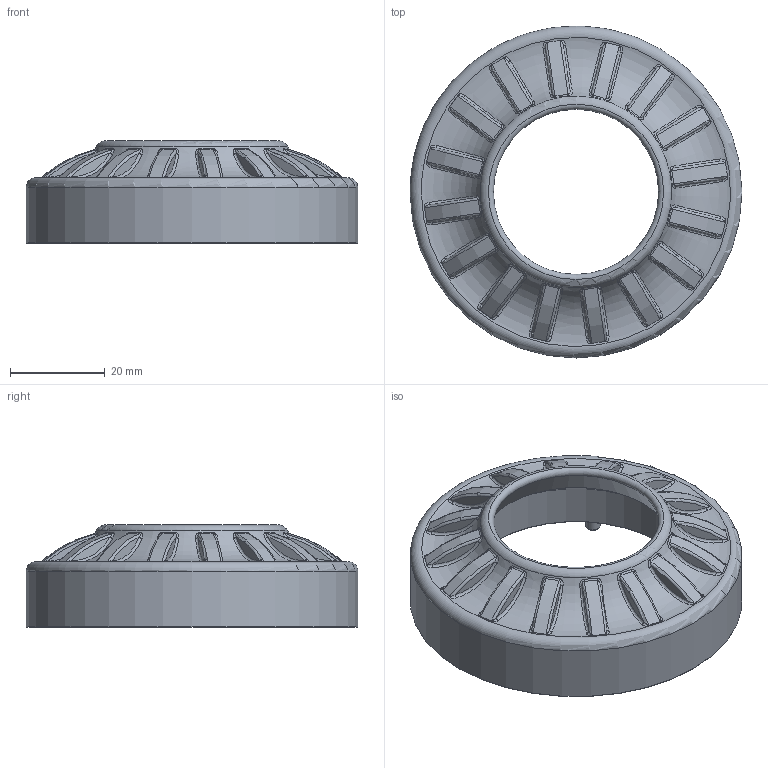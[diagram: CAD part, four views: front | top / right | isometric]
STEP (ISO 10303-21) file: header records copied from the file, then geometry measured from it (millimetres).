
FILE_DESCRIPTION(/* description */ (''),/* implementation_level */ '2;1');
FILE_NAME(/* name */ 'Knob Ribbed.step',/* time_stamp */ '2023-08-28T17:27:41+01:00',/* author */ (''),/* organization */ (''),/* preprocessor_version */ 'ST-DEVELOPER v20',/* originating_system */ 'Autodesk Translation Framework v12.9.0.99',/* authorisation */ '');
FILE_SCHEMA (('AUTOMOTIVE_DESIGN { 1 0 10303 214 3 1 1 }'));
Length unit declared in the file: millimetre
Products named in the file (1): Knob Ribbed
Bounding box: 70 x 70 x 21.53 mm (x, y, z)
Volume: 28653.6 mm3; surface area: 12489.2 mm2
Topology: 1 solids, 1 shells, 261 faces, 614 edges, 382 vertices
Faces by surface type: bspline 112, plane 62, torus 40, cylinder 31, cone 16
Full cylindrical faces by diameter (mm): 3 x4, 4.1 x8, 47.7 x1, 62.4 x1, 70 x1
Entity records: 10901 total; most frequent: CARTESIAN_POINT 5693, ORIENTED_EDGE 1228, DIRECTION 805, EDGE_CURVE 614, VERTEX_POINT 382, AXIS2_PLACEMENT_3D 379, B_SPLINE_CURVE_WITH_KNOTS 338, EDGE_LOOP 290
